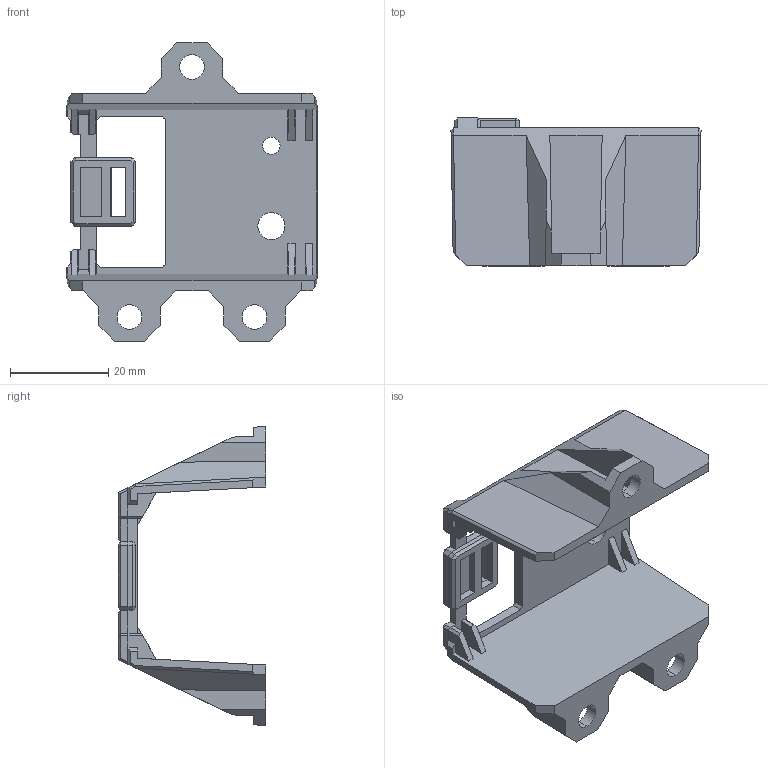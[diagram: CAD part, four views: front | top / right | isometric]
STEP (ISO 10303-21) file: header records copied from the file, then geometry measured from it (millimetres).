
FILE_DESCRIPTION (( 'STEP AP203' ), '1' );
FILE_NAME ('REV-21-2151.STEP', '2022-01-11T22:18:49', ( '' ), ( '' ), 'SwSTEP 2.0', 'SolidWorks 2022', '' );
FILE_SCHEMA (( 'CONFIG_CONTROL_DESIGN' ));
Length unit declared in the file: inch
Products named in the file (1): REV-21-2151
Bounding box: 50.78 x 30 x 60.58 mm (x, y, z)
Volume: 10831 mm3; surface area: 11259.6 mm2
Topology: 1 solids, 1 shells, 203 faces, 551 edges, 349 vertices
Faces by surface type: plane 189, cylinder 10, cone 4
Entity records: 6316 total; most frequent: CARTESIAN_POINT 1104, ORIENTED_EDGE 1102, DIRECTION 983, EDGE_CURVE 551, LINE 527, VECTOR 527, VERTEX_POINT 349, AXIS2_PLACEMENT_3D 228
